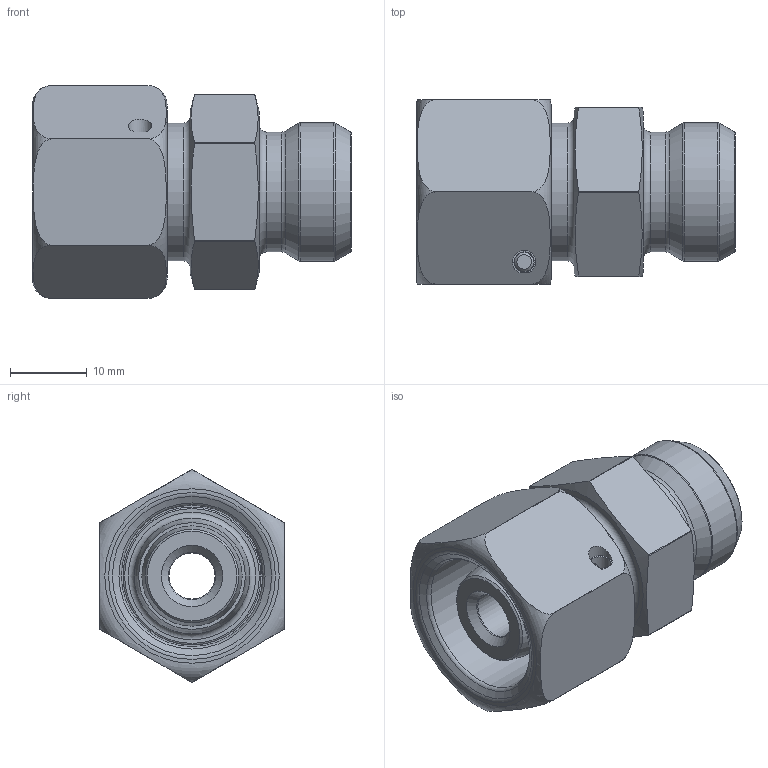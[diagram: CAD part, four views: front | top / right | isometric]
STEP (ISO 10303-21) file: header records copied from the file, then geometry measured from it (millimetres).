
FILE_DESCRIPTION(/* description */ (''),/* implementation_level */ '2;1');
FILE_NAME(/* name */ 'GDA1210.stp',/* time_stamp */ '2025-01-17T07:41:14+01:00',/* author */ (''),/* organization */ (''),/* preprocessor_version */ 'ST-DEVELOPER v16',/* originating_system */ 'SIEMENS PLM Software NX 10.0',/* authorisation */ '');
FILE_SCHEMA (('CONFIG_CONTROL_DESIGN'));
Length unit declared in the file: millimetre
Products named in the file (5): X-ST12; X-OV-12; X-MT12; X-GDA1210; GDA1210
Assembly tree (4 placements, depth 2):
  GDA1210
    X-GDA1210
    X-MT12
    X-OV-12
    X-ST12
Bounding box: 41.5 x 24 x 27.7 mm (x, y, z)
Volume: 12507.7 mm3; surface area: 7339 mm2
Topology: 4 solids, 4 shells, 285 faces, 756 edges, 497 vertices
Faces by surface type: plane 214, cylinder 22, torus 21, cone 13, extrusion 12, bspline 2, revolution 1
Full cylindrical faces by diameter (mm): 2.65 x1, 6 x1, 10.195 x1, 15.6 x1, 17.955 x2, 18 x1, 18.245 x1, 18.4 x1
Entity records: 10117 total; most frequent: CARTESIAN_POINT 3559, ORIENTED_EDGE 1388, DIRECTION 912, EDGE_CURVE 694, VERTEX_POINT 481, B_SPLINE_CURVE_WITH_KNOTS 427, EDGE_LOOP 354, AXIS2_PLACEMENT_3D 344
